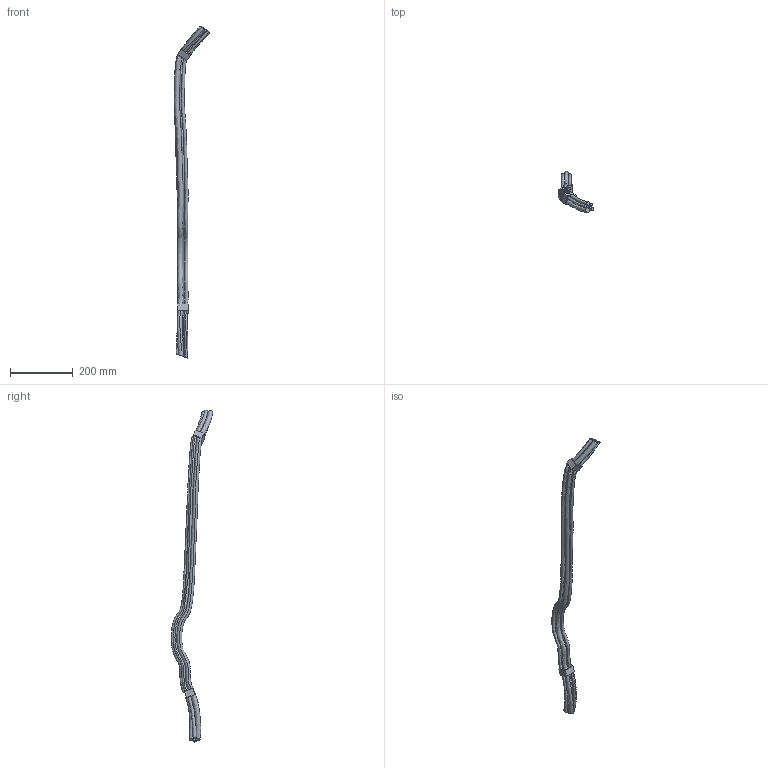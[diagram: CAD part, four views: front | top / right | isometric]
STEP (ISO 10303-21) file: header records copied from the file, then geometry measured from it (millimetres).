
FILE_DESCRIPTION (( 'STEP AP214' ), '1' );
FILE_NAME ('IRB4600_20kg-250_CABLES_LINK2_rev03.STEP', '2016-12-06T10:24:06', ( 'ABB' ), ( 'ABB' ), 'SwSTEP 2.0', 'SolidWorks 2014', '' );
FILE_SCHEMA (( 'AUTOMOTIVE_DESIGN' ));
Length unit declared in the file: millimetre
Products named in the file (1): IRB4600_20kg-250_CABLES_LINK2_rev03
Bounding box: 113.68 x 133.22 x 1061.25 mm (x, y, z)
Volume: 626485 mm3; surface area: 216579.8 mm2
Topology: 1 solids, 1 shells, 70 faces, 185 edges, 120 vertices
Faces by surface type: bspline 36, plane 29, cylinder 5
Entity records: 10402 total; most frequent: CARTESIAN_POINT 9053, ORIENTED_EDGE 354, EDGE_CURVE 177, DIRECTION 137, VERTEX_POINT 116, B_SPLINE_CURVE_WITH_KNOTS 106, EDGE_LOOP 87, ADVANCED_FACE 70
